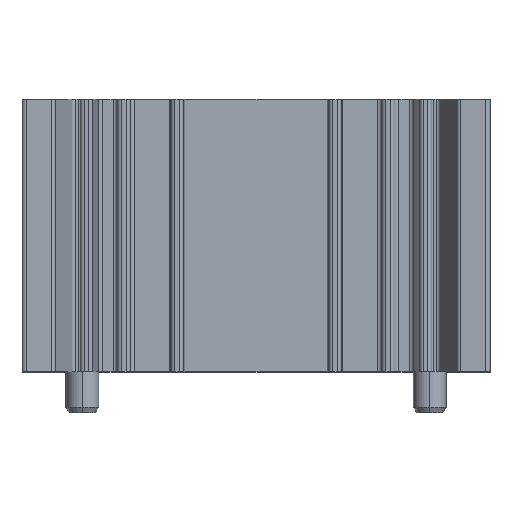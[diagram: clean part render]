
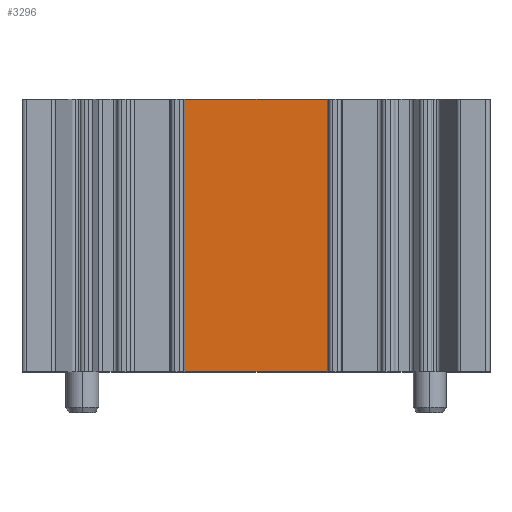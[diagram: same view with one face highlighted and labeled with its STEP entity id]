
A CAD part, top view. The second image highlights one B-rep face of the part: STEP entity #3296.
In plain terms, the highlighted planar face has unit normal (0, 0, 1).
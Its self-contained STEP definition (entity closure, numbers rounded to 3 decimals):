
#3270 = VERTEX_POINT('',#3271);
#3271 = CARTESIAN_POINT('',(-5.216,0.,1.351));
#3277 = EDGE_CURVE('',#3278,#3270,#3280,.T.);
#3278 = VERTEX_POINT('',#3279);
#3279 = CARTESIAN_POINT('',(-5.216,20.,1.351));
#3280 = LINE('',#3281,#3282);
#3281 = CARTESIAN_POINT('',(-5.216,20.,1.351));
#3282 = VECTOR('',#3283,1.);
#3283 = DIRECTION('',(-0.,-1.,-0.));
#3296 = ADVANCED_FACE('',(#3297),#3322,.F.);
#3297 = FACE_BOUND('',#3298,.T.);
#3298 = EDGE_LOOP('',(#3299,#3307,#3315,#3321));
#3299 = ORIENTED_EDGE('',*,*,#3300,.T.);
#3300 = EDGE_CURVE('',#3270,#3301,#3303,.T.);
#3301 = VERTEX_POINT('',#3302);
#3302 = CARTESIAN_POINT('',(5.216,0.,1.351));
#3303 = LINE('',#3304,#3305);
#3304 = CARTESIAN_POINT('',(-5.216,0.,1.351));
#3305 = VECTOR('',#3306,1.);
#3306 = DIRECTION('',(1.,0.,0.));
#3307 = ORIENTED_EDGE('',*,*,#3308,.F.);
#3308 = EDGE_CURVE('',#3309,#3301,#3311,.T.);
#3309 = VERTEX_POINT('',#3310);
#3310 = CARTESIAN_POINT('',(5.216,20.,1.351));
#3311 = LINE('',#3312,#3313);
#3312 = CARTESIAN_POINT('',(5.216,20.,1.351));
#3313 = VECTOR('',#3314,1.);
#3314 = DIRECTION('',(-0.,-1.,-0.));
#3315 = ORIENTED_EDGE('',*,*,#3316,.F.);
#3316 = EDGE_CURVE('',#3278,#3309,#3317,.T.);
#3317 = LINE('',#3318,#3319);
#3318 = CARTESIAN_POINT('',(-5.216,20.,1.351));
#3319 = VECTOR('',#3320,1.);
#3320 = DIRECTION('',(1.,0.,0.));
#3321 = ORIENTED_EDGE('',*,*,#3277,.T.);
#3322 = PLANE('',#3323);
#3323 = AXIS2_PLACEMENT_3D('',#3324,#3325,#3326);
#3324 = CARTESIAN_POINT('',(-5.216,20.,1.351));
#3325 = DIRECTION('',(0.,0.,-1.));
#3326 = DIRECTION('',(-1.,0.,-0.));
